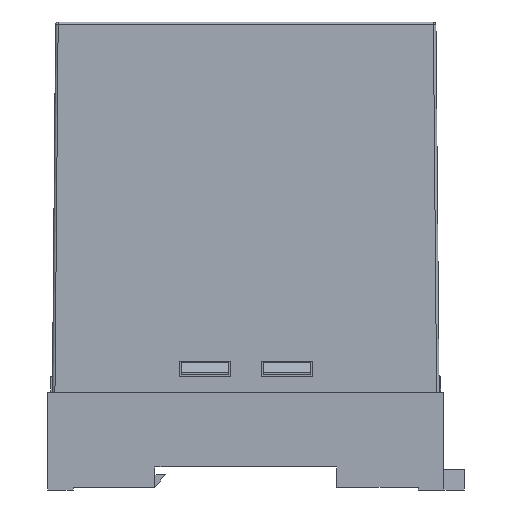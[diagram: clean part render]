
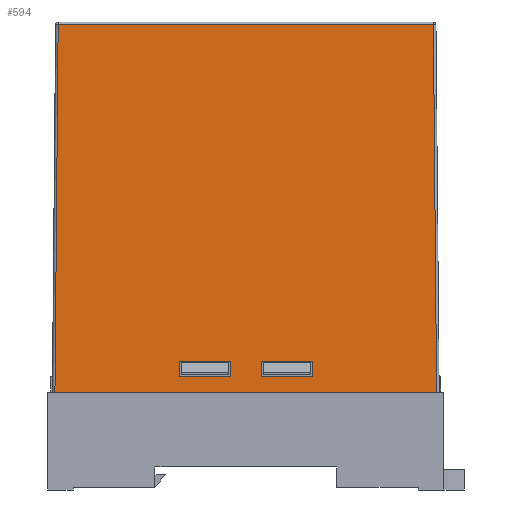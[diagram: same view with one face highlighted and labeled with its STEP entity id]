
A CAD part, left-side view. The second image highlights one B-rep face of the part: STEP entity #594.
In plain terms, the highlighted face is planar.
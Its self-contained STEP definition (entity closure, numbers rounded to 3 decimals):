
#34 = EDGE_CURVE ( 'NONE', #9400, #8655, #5682, .T. ) ;
#129 = ORIENTED_EDGE ( 'NONE', *, *, #34, .T. ) ;
#193 = VECTOR ( 'NONE', #8708, 1000. ) ;
#359 = VERTEX_POINT ( 'NONE', #1162 ) ;
#526 = VERTEX_POINT ( 'NONE', #10670 ) ;
#594 = ADVANCED_FACE ( 'NONE', ( #3905, #9484, #1413 ), #9378, .T. ) ;
#683 = VERTEX_POINT ( 'NONE', #6838 ) ;
#689 = EDGE_CURVE ( 'NONE', #1417, #4089, #7737, .T. ) ;
#700 = VECTOR ( 'NONE', #7818, 1000. ) ;
#1079 = DIRECTION ( 'NONE',  ( 0., 1., 0. ) ) ;
#1162 = CARTESIAN_POINT ( 'NONE',  ( 21.781, 13., 3.2 ) ) ;
#1164 = CARTESIAN_POINT ( 'NONE',  ( 21.809, 37.309, 0. ) ) ;
#1413 = FACE_OUTER_BOUND ( 'NONE', #10136, .T. ) ;
#1417 = VERTEX_POINT ( 'NONE', #6012 ) ;
#1469 = EDGE_LOOP ( 'NONE', ( #6364, #3439, #11098, #8696 ) ) ;
#2044 = ORIENTED_EDGE ( 'NONE', *, *, #10951, .T. ) ;
#2056 = EDGE_CURVE ( 'NONE', #5086, #359, #11907, .T. ) ;
#2209 = VECTOR ( 'NONE', #8724, 1000. ) ;
#2290 = LINE ( 'NONE', #4487, #6720 ) ;
#2360 = CARTESIAN_POINT ( 'NONE',  ( 21.8, 3., 0.997 ) ) ;
#2667 = LINE ( 'NONE', #4967, #193 ) ;
#2840 = VERTEX_POINT ( 'NONE', #8516 ) ;
#3146 = ORIENTED_EDGE ( 'NONE', *, *, #689, .T. ) ;
#3333 = ORIENTED_EDGE ( 'NONE', *, *, #4905, .T. ) ;
#3396 = VECTOR ( 'NONE', #1079, 1000. ) ;
#3416 = CARTESIAN_POINT ( 'NONE',  ( 21.781, 3., 3.2 ) ) ;
#3439 = ORIENTED_EDGE ( 'NONE', *, *, #10397, .T. ) ;
#3573 = VECTOR ( 'NONE', #6388, 1000. ) ;
#3812 = EDGE_CURVE ( 'NONE', #11311, #9400, #6365, .T. ) ;
#3905 = FACE_BOUND ( 'NONE', #1469, .T. ) ;
#4089 = VERTEX_POINT ( 'NONE', #6796 ) ;
#4303 = VECTOR ( 'NONE', #5337, 1000. ) ;
#4487 = CARTESIAN_POINT ( 'NONE',  ( 21.755, 36.6, 6.2 ) ) ;
#4905 = EDGE_CURVE ( 'NONE', #4089, #526, #5602, .T. ) ;
#4967 = CARTESIAN_POINT ( 'NONE',  ( 21.18, -36.68, 72.004 ) ) ;
#4994 = EDGE_CURVE ( 'NONE', #526, #2840, #7817, .T. ) ;
#5025 = LINE ( 'NONE', #6143, #9998 ) ;
#5086 = VERTEX_POINT ( 'NONE', #11574 ) ;
#5174 = EDGE_CURVE ( 'NONE', #11568, #683, #12000, .T. ) ;
#5328 = VECTOR ( 'NONE', #8088, 1000. ) ;
#5337 = DIRECTION ( 'NONE',  ( 0., -1., 0. ) ) ;
#5416 = ORIENTED_EDGE ( 'NONE', *, *, #4994, .T. ) ;
#5432 = DIRECTION ( 'NONE',  ( 0.009, 0., -1. ) ) ;
#5442 = CARTESIAN_POINT ( 'NONE',  ( 21.809, 36.6, 0. ) ) ;
#5492 = ORIENTED_EDGE ( 'NONE', *, *, #5686, .T. ) ;
#5534 = ORIENTED_EDGE ( 'NONE', *, *, #10786, .T. ) ;
#5602 = LINE ( 'NONE', #7644, #3396 ) ;
#5682 = LINE ( 'NONE', #7699, #700 ) ;
#5686 = EDGE_CURVE ( 'NONE', #8655, #6960, #5025, .T. ) ;
#6012 = CARTESIAN_POINT ( 'NONE',  ( 21.781, -13., 3.2 ) ) ;
#6143 = CARTESIAN_POINT ( 'NONE',  ( 21.18, 36.6, 72.004 ) ) ;
#6157 = DIRECTION ( 'NONE',  ( -0.009, 0., 1. ) ) ;
#6341 = CARTESIAN_POINT ( 'NONE',  ( 21.8, -13., 0.997 ) ) ;
#6364 = ORIENTED_EDGE ( 'NONE', *, *, #2056, .T. ) ;
#6365 = LINE ( 'NONE', #5442, #3573 ) ;
#6388 = DIRECTION ( 'NONE',  ( 0., 1., 0. ) ) ;
#6506 = DIRECTION ( 'NONE',  ( -0.009, 0., 1. ) ) ;
#6587 = CARTESIAN_POINT ( 'NONE',  ( 21.18, 36.68, 72.004 ) ) ;
#6720 = VECTOR ( 'NONE', #9216, 1000. ) ;
#6796 = CARTESIAN_POINT ( 'NONE',  ( 21.755, -13., 6.2 ) ) ;
#6838 = CARTESIAN_POINT ( 'NONE',  ( 21.755, 3., 6.2 ) ) ;
#6960 = VERTEX_POINT ( 'NONE', #7767 ) ;
#7089 = DIRECTION ( 'NONE',  ( 0., -1., 0. ) ) ;
#7644 = CARTESIAN_POINT ( 'NONE',  ( 21.755, 36.6, 6.2 ) ) ;
#7699 = CARTESIAN_POINT ( 'NONE',  ( 21.809, 37.309, 0. ) ) ;
#7737 = LINE ( 'NONE', #6341, #12072 ) ;
#7767 = CARTESIAN_POINT ( 'NONE',  ( 21.18, -36.68, 72.004 ) ) ;
#7774 = CARTESIAN_POINT ( 'NONE',  ( 21.8, -3., 0.997 ) ) ;
#7817 = LINE ( 'NONE', #7774, #2209 ) ;
#7818 = DIRECTION ( 'NONE',  ( -0.009, -0.009, 1. ) ) ;
#7830 = LINE ( 'NONE', #8978, #5328 ) ;
#8088 = DIRECTION ( 'NONE',  ( 0., -1., 0. ) ) ;
#8402 = ORIENTED_EDGE ( 'NONE', *, *, #3812, .T. ) ;
#8516 = CARTESIAN_POINT ( 'NONE',  ( 21.781, -3., 3.2 ) ) ;
#8524 = EDGE_CURVE ( 'NONE', #683, #5086, #2290, .T. ) ;
#8655 = VERTEX_POINT ( 'NONE', #6587 ) ;
#8696 = ORIENTED_EDGE ( 'NONE', *, *, #8524, .T. ) ;
#8708 = DIRECTION ( 'NONE',  ( 0.009, -0.009, -1. ) ) ;
#8724 = DIRECTION ( 'NONE',  ( 0.009, 0., -1. ) ) ;
#8898 = VECTOR ( 'NONE', #5432, 1000. ) ;
#8978 = CARTESIAN_POINT ( 'NONE',  ( 21.781, 36.6, 3.2 ) ) ;
#9132 = DIRECTION ( 'NONE',  ( 0.009, 0., -1. ) ) ;
#9180 = DIRECTION ( 'NONE',  ( 1., 0., 0.009 ) ) ;
#9216 = DIRECTION ( 'NONE',  ( 0., 1., 0. ) ) ;
#9378 = PLANE ( 'NONE',  #12021 ) ;
#9400 = VERTEX_POINT ( 'NONE', #1164 ) ;
#9484 = FACE_BOUND ( 'NONE', #9538, .T. ) ;
#9538 = EDGE_LOOP ( 'NONE', ( #5416, #2044, #3146, #3333 ) ) ;
#9548 = VECTOR ( 'NONE', #6157, 1000. ) ;
#9613 = CARTESIAN_POINT ( 'NONE',  ( 21.8, 36.6, 0.997 ) ) ;
#9882 = LINE ( 'NONE', #9996, #4303 ) ;
#9996 = CARTESIAN_POINT ( 'NONE',  ( 21.781, 36.6, 3.2 ) ) ;
#9998 = VECTOR ( 'NONE', #7089, 1000. ) ;
#10136 = EDGE_LOOP ( 'NONE', ( #8402, #129, #5492, #5534 ) ) ;
#10397 = EDGE_CURVE ( 'NONE', #359, #11568, #9882, .T. ) ;
#10670 = CARTESIAN_POINT ( 'NONE',  ( 21.755, -3., 6.2 ) ) ;
#10786 = EDGE_CURVE ( 'NONE', #6960, #11311, #2667, .T. ) ;
#10951 = EDGE_CURVE ( 'NONE', #2840, #1417, #7830, .T. ) ;
#11030 = CARTESIAN_POINT ( 'NONE',  ( 21.8, 13., 0.997 ) ) ;
#11098 = ORIENTED_EDGE ( 'NONE', *, *, #5174, .T. ) ;
#11311 = VERTEX_POINT ( 'NONE', #11390 ) ;
#11390 = CARTESIAN_POINT ( 'NONE',  ( 21.809, -37.309, 0. ) ) ;
#11568 = VERTEX_POINT ( 'NONE', #3416 ) ;
#11574 = CARTESIAN_POINT ( 'NONE',  ( 21.755, 13., 6.2 ) ) ;
#11907 = LINE ( 'NONE', #11030, #8898 ) ;
#12000 = LINE ( 'NONE', #2360, #9548 ) ;
#12021 = AXIS2_PLACEMENT_3D ( 'NONE', #9613, #9180, #9132 ) ;
#12072 = VECTOR ( 'NONE', #6506, 1000. ) ;
